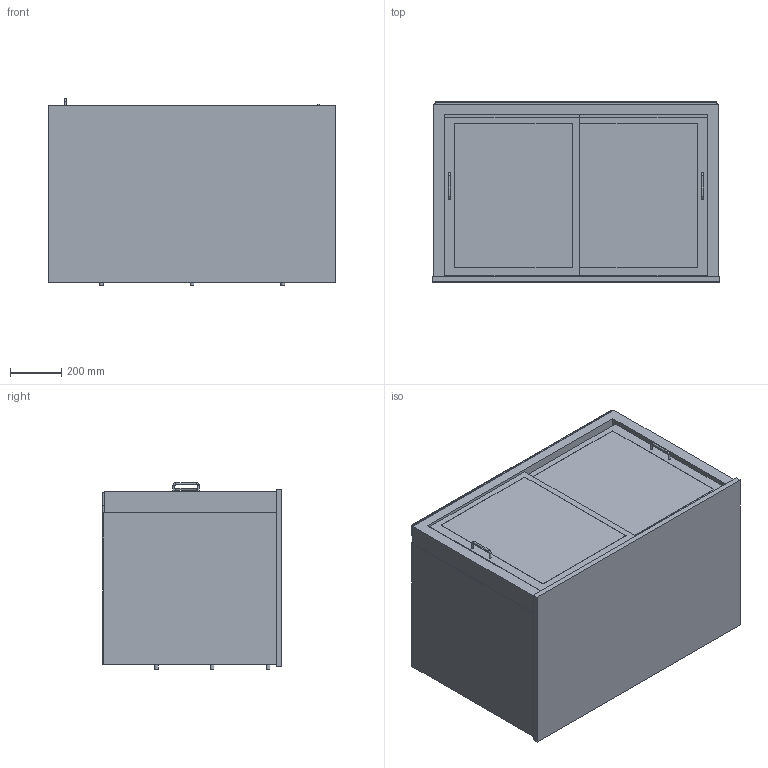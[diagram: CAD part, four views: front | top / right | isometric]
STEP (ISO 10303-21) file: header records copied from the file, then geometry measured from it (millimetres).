
FILE_DESCRIPTION(/* description */ ('Panoramaglasaufsatz ungekühlt'),/* implementation_level */ '2;1');
FILE_NAME(/* name */ '3D-AKE-00007630.stp',/* time_stamp */ '2023-05-17T09:13:28+02:00',/* author */ ('marina.schachner'),/* organization */ (''),/* preprocessor_version */ 'ST-DEVELOPER v18.1',/* originating_system */ 'Autodesk Inventor 2020',/* authorisation */ '');
FILE_SCHEMA (('AUTOMOTIVE_DESIGN { 1 0 10303 214 3 1 1 }'));
Length unit declared in the file: millimetre
Products named in the file (1): 3D-AKE-00007630
Bounding box: 1125 x 704 x 732 mm (x, y, z)
Volume: 62180615.2 mm3; surface area: 11806066.9 mm2
Topology: 50 solids, 50 shells, 399 faces, 915 edges, 617 vertices
Faces by surface type: plane 327, cylinder 59, cone 9, torus 4
Full cylindrical faces by diameter (mm): 8 x6, 15 x9
Entity records: 11215 total; most frequent: CARTESIAN_POINT 1932, DIRECTION 1884, ORIENTED_EDGE 1830, EDGE_CURVE 915, LINE 746, VECTOR 746, VERTEX_POINT 617, AXIS2_PLACEMENT_3D 569
